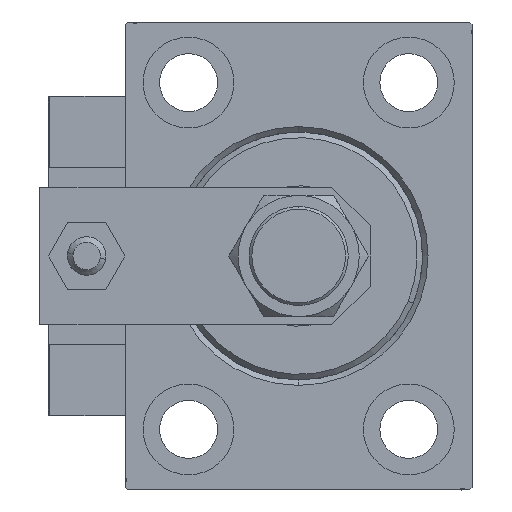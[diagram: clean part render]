
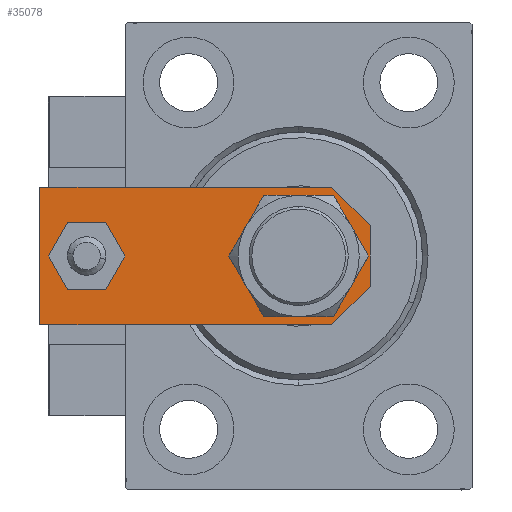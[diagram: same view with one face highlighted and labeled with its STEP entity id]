
A CAD part, left-side view. The second image highlights one B-rep face of the part: STEP entity #35078.
In plain terms, the highlighted face is planar.
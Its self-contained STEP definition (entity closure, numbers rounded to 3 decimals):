
#149 = LINE ( 'NONE', #12206, #16370 ) ;
#155 = AXIS2_PLACEMENT_3D ( 'NONE', #1204, #20576, #9607 ) ;
#592 = PLANE ( 'NONE',  #43788 ) ;
#849 = DIRECTION ( 'NONE',  ( 1., 0., 0. ) ) ;
#1204 = CARTESIAN_POINT ( 'NONE',  ( 0., 13., 6. ) ) ;
#1861 = CARTESIAN_POINT ( 'NONE',  ( -12.5, 60., 6. ) ) ;
#2241 = VERTEX_POINT ( 'NONE', #4010 ) ;
#2524 = VERTEX_POINT ( 'NONE', #9126 ) ;
#3056 = CARTESIAN_POINT ( 'NONE',  ( 0., 51.5, 6. ) ) ;
#3662 = VERTEX_POINT ( 'NONE', #23351 ) ;
#3695 = DIRECTION ( 'NONE',  ( -1., 0., 0. ) ) ;
#4010 = CARTESIAN_POINT ( 'NONE',  ( 4., 51.5, 6. ) ) ;
#4085 = DIRECTION ( 'NONE',  ( 0., 1., 0. ) ) ;
#4359 = EDGE_CURVE ( 'NONE', #2524, #22342, #37692, .T. ) ;
#5179 = CIRCLE ( 'NONE', #155, 8.25 ) ;
#5588 = ORIENTED_EDGE ( 'NONE', *, *, #35410, .T. ) ;
#6110 = ORIENTED_EDGE ( 'NONE', *, *, #39524, .T. ) ;
#6673 = EDGE_CURVE ( 'NONE', #3662, #2241, #38750, .T. ) ;
#7083 = VECTOR ( 'NONE', #19384, 1000. ) ;
#7462 = ORIENTED_EDGE ( 'NONE', *, *, #27461, .T. ) ;
#7529 = DIRECTION ( 'NONE',  ( 0., 0., 1. ) ) ;
#8220 = CARTESIAN_POINT ( 'NONE',  ( 0., 0., 6. ) ) ;
#8528 = CIRCLE ( 'NONE', #27700, 4. ) ;
#8756 = VECTOR ( 'NONE', #9217, 1000. ) ;
#8768 = EDGE_CURVE ( 'NONE', #27646, #41201, #38342, .T. ) ;
#9126 = CARTESIAN_POINT ( 'NONE',  ( -12.5, 60., 6. ) ) ;
#9217 = DIRECTION ( 'NONE',  ( 0.707, -0.707, 0. ) ) ;
#9607 = DIRECTION ( 'NONE',  ( 1., 0., 0. ) ) ;
#10213 = CARTESIAN_POINT ( 'NONE',  ( 8.25, 13., 6. ) ) ;
#10394 = CARTESIAN_POINT ( 'NONE',  ( 12.5, 60., 6. ) ) ;
#11182 = AXIS2_PLACEMENT_3D ( 'NONE', #3056, #7529, #14832 ) ;
#11546 = CARTESIAN_POINT ( 'NONE',  ( -12.5, 0., 6. ) ) ;
#11883 = VECTOR ( 'NONE', #15460, 1000. ) ;
#12066 = CARTESIAN_POINT ( 'NONE',  ( 12.5, 60., 6. ) ) ;
#12130 = FACE_OUTER_BOUND ( 'NONE', #13274, .T. ) ;
#12206 = CARTESIAN_POINT ( 'NONE',  ( 12.5, 0., 6. ) ) ;
#12638 = FACE_BOUND ( 'NONE', #27331, .T. ) ;
#12864 = LINE ( 'NONE', #33502, #8756 ) ;
#13274 = EDGE_LOOP ( 'NONE', ( #33125, #5588, #7462, #38012, #6110, #49362 ) ) ;
#13507 = ORIENTED_EDGE ( 'NONE', *, *, #26466, .F. ) ;
#14832 = DIRECTION ( 'NONE',  ( 1., 0., 0. ) ) ;
#15460 = DIRECTION ( 'NONE',  ( 1., 0., 0. ) ) ;
#16370 = VECTOR ( 'NONE', #4085, 1000. ) ;
#16718 = DIRECTION ( 'NONE',  ( 1., 0., 0. ) ) ;
#18529 = DIRECTION ( 'NONE',  ( 1., 0., 0. ) ) ;
#19384 = DIRECTION ( 'NONE',  ( 0., -1., 0. ) ) ;
#19995 = CARTESIAN_POINT ( 'NONE',  ( -8.25, 13., 6. ) ) ;
#20370 = ORIENTED_EDGE ( 'NONE', *, *, #26742, .F. ) ;
#20576 = DIRECTION ( 'NONE',  ( 0., 0., 1. ) ) ;
#21739 = CARTESIAN_POINT ( 'NONE',  ( 12.5, 7., 6. ) ) ;
#21877 = VERTEX_POINT ( 'NONE', #19995 ) ;
#22342 = VERTEX_POINT ( 'NONE', #23617 ) ;
#22789 = LINE ( 'NONE', #11546, #11883 ) ;
#23351 = CARTESIAN_POINT ( 'NONE',  ( -4., 51.5, 6. ) ) ;
#23414 = VECTOR ( 'NONE', #3695, 1000. ) ;
#23617 = CARTESIAN_POINT ( 'NONE',  ( -12.5, 7., 6. ) ) ;
#23695 = VERTEX_POINT ( 'NONE', #10394 ) ;
#26466 = EDGE_CURVE ( 'NONE', #2241, #3662, #8528, .T. ) ;
#26742 = EDGE_CURVE ( 'NONE', #50201, #21877, #5179, .T. ) ;
#27331 = EDGE_LOOP ( 'NONE', ( #50405, #20370 ) ) ;
#27461 = EDGE_CURVE ( 'NONE', #51212, #27646, #22789, .T. ) ;
#27646 = VERTEX_POINT ( 'NONE', #39122 ) ;
#27700 = AXIS2_PLACEMENT_3D ( 'NONE', #46262, #34216, #18529 ) ;
#30935 = EDGE_CURVE ( 'NONE', #21877, #50201, #36959, .T. ) ;
#33125 = ORIENTED_EDGE ( 'NONE', *, *, #4359, .T. ) ;
#33502 = CARTESIAN_POINT ( 'NONE',  ( -2.75, -2.75, 6. ) ) ;
#34216 = DIRECTION ( 'NONE',  ( 0., 0., 1. ) ) ;
#35078 = ADVANCED_FACE ( 'NONE', ( #44538, #12130, #12638 ), #592, .T. ) ;
#35410 = EDGE_CURVE ( 'NONE', #22342, #51212, #12864, .T. ) ;
#35931 = DIRECTION ( 'NONE',  ( 0., 0., 1. ) ) ;
#36959 = CIRCLE ( 'NONE', #44492, 8.25 ) ;
#37692 = LINE ( 'NONE', #1861, #7083 ) ;
#38012 = ORIENTED_EDGE ( 'NONE', *, *, #8768, .T. ) ;
#38342 = LINE ( 'NONE', #45938, #44682 ) ;
#38353 = EDGE_LOOP ( 'NONE', ( #49261, #13507 ) ) ;
#38750 = CIRCLE ( 'NONE', #11182, 4. ) ;
#39122 = CARTESIAN_POINT ( 'NONE',  ( 5.5, 0., 6. ) ) ;
#39524 = EDGE_CURVE ( 'NONE', #41201, #23695, #149, .T. ) ;
#39529 = LINE ( 'NONE', #12066, #23414 ) ;
#39767 = DIRECTION ( 'NONE',  ( 0., 0., 1. ) ) ;
#41201 = VERTEX_POINT ( 'NONE', #21739 ) ;
#42687 = CARTESIAN_POINT ( 'NONE',  ( -5.5, 0., 6. ) ) ;
#43788 = AXIS2_PLACEMENT_3D ( 'NONE', #8220, #35931, #849 ) ;
#44191 = CARTESIAN_POINT ( 'NONE',  ( 0., 13., 6. ) ) ;
#44492 = AXIS2_PLACEMENT_3D ( 'NONE', #44191, #39767, #16718 ) ;
#44538 = FACE_BOUND ( 'NONE', #38353, .T. ) ;
#44682 = VECTOR ( 'NONE', #49855, 1000. ) ;
#45938 = CARTESIAN_POINT ( 'NONE',  ( 2.75, -2.75, 6. ) ) ;
#46262 = CARTESIAN_POINT ( 'NONE',  ( 0., 51.5, 6. ) ) ;
#47810 = EDGE_CURVE ( 'NONE', #23695, #2524, #39529, .T. ) ;
#49261 = ORIENTED_EDGE ( 'NONE', *, *, #6673, .F. ) ;
#49362 = ORIENTED_EDGE ( 'NONE', *, *, #47810, .T. ) ;
#49855 = DIRECTION ( 'NONE',  ( 0.707, 0.707, 0. ) ) ;
#50201 = VERTEX_POINT ( 'NONE', #10213 ) ;
#50405 = ORIENTED_EDGE ( 'NONE', *, *, #30935, .F. ) ;
#51212 = VERTEX_POINT ( 'NONE', #42687 ) ;
